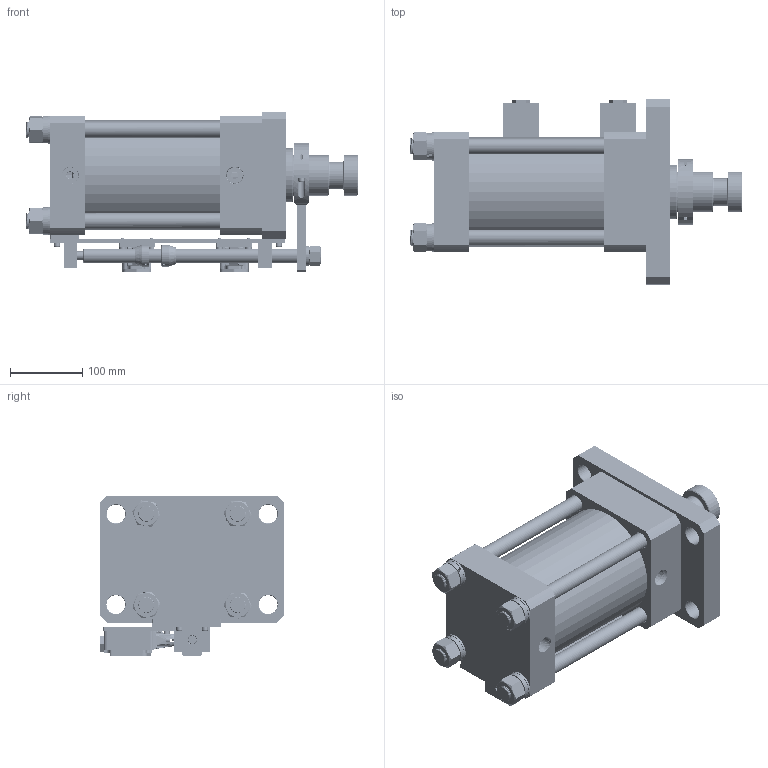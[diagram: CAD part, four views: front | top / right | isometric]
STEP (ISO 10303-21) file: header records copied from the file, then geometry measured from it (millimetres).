
FILE_DESCRIPTION (( 'STEP AP203' ), '1' );
FILE_NAME ('CHK-FA125-100油缸三维图.STEP', '2013-03-11T08:15:26', ( 'user' ), ( 'Microsoft' ), 'SwSTEP 2.0', 'SolidWorks 2012', '' );
FILE_SCHEMA (( 'CONFIG_CONTROL_DESIGN' ));
Length unit declared in the file: millimetre
Products named in the file (46): CHK-FA125-100油缸三维图; 蟀軞1; bead1; 22; Hexagon socket head cap screws GB_GB_FASTENER_SCREWS_HSHCS M5X16-N; 蟀2; 蟀1; 俴最奪10; 俴最裝10; 絳堤菁啣10; 嶺裝10; 詰芠10; 活塞杆10; cross recessed countersunk head screws gb1_GB_CROSS_SCREWS_TYPE4 M3X8-6.35  H type-N; 21234_PreviewCfg; 俴最羲壽; 俴最羲壽嘐隅啣13; 俴最裝嘐隅釱; 111_GB_FASTENER_SCREWS_HSHCS M5X25-N; 俴最奪盓傅釱; 222_GB_FASTENER_SCREWS_HSFP M5X5-N; 袉赽; 111_GB_FASTENER_SCREWS_HSHCS M5X12-N; 33443_GB_FASTENER_NUT_SNC1 M16-N; 4认4_GB_FASTENER_WASHER_SW 18; 222_GB_FASTENER_SCREWS_HSFP M5X8-N; 111_GB_FASTENER_SCREWS_HSHCS M5X20-N; 菜輸; 33443_GB_FASTENER_NUT_SNC1 M22-N; 4认4_GB_FASTENER_WASHER_SW 24; 菜え1; 楊擘; 渡杶; ヶ遣喳杶; 活塞; 綴遣喳杶; ヶ裔; 綴裔
Assembly tree (79 placements, depth 3):
  CHK-FA125-100油缸三维图
    綴裔
    ヶ裔
    綴遣喳杶
    活塞
    ヶ遣喳杶
    渡杶
    楊擘
    菜え1  x4
    4认4_GB_FASTENER_WASHER_SW 24  x4
    33443_GB_FASTENER_NUT_SNC1 M22-N  x4
    菜輸
    111_GB_FASTENER_SCREWS_HSHCS M5X20-N  x2
    222_GB_FASTENER_SCREWS_HSFP M5X8-N
    4认4_GB_FASTENER_WASHER_SW 18
    33443_GB_FASTENER_NUT_SNC1 M16-N
    俴最羲壽嘐隅啣13
    111_GB_FASTENER_SCREWS_HSHCS M5X12-N  x6
    袉赽  x2
    222_GB_FASTENER_SCREWS_HSFP M5X5-N  x2
    俴最奪盓傅釱
    111_GB_FASTENER_SCREWS_HSHCS M5X25-N  x4
    俴最裝嘐隅釱
    俴最羲壽嘐隅啣13
    俴最羲壽  x2
    21234_PreviewCfg
    21234_PreviewCfg
    21234_PreviewCfg
    21234_PreviewCfg
    21234_PreviewCfg
    21234_PreviewCfg
    21234_PreviewCfg
    21234_PreviewCfg
    cross recessed countersunk head screws gb1_GB_CROSS_SCREWS_TYPE4 M3X8-6.35  H type-N  x10
    活塞杆10
    詰芠10
    嶺裝10  x4
    絳堤菁啣10
    俴最裝10
    俴最奪10
    蟀軞1
      蟀1
      蟀2
      Hexagon socket head cap screws GB_GB_FASTENER_SCREWS_HSHCS M5X16-N  x2
      22
      bead1
Bounding box: 458 x 255 x 221.05 mm (x, y, z)
Volume: 7890037.4 mm3; surface area: 1120556.7 mm2
Topology: 78 solids, 78 shells, 2751 faces, 6787 edges, 4267 vertices
Faces by surface type: cylinder 1121, plane 946, cone 410, torus 146, bspline 112, sphere 16
Entity records: 75475 total; most frequent: CARTESIAN_POINT 30653, ORIENTED_EDGE 8218, DIRECTION 8214, EDGE_CURVE 4109, AXIS2_PLACEMENT_3D 3161, VERTEX_POINT 2590, EDGE_LOOP 1915, VECTOR 1892
